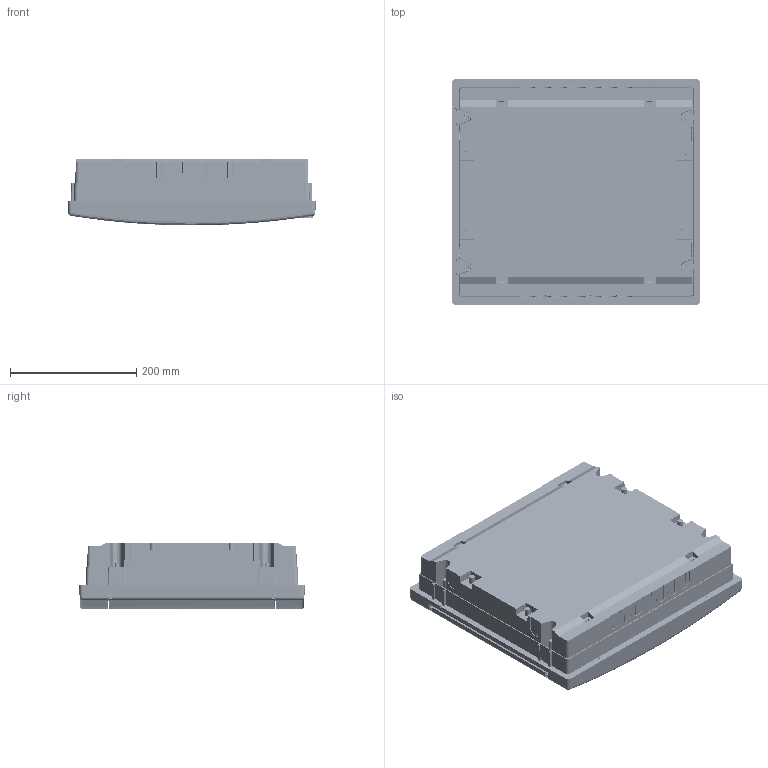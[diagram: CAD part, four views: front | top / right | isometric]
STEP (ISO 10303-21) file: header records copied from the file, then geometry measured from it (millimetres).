
FILE_DESCRIPTION((''),'2;1');
FILE_NAME('001101311_3DFILE_ASM','2024-08-12T14:12:03',('klemen.sitar'),('Audax d.o.o.'),'CREO PARAMETRIC BY PTC INC, 2021304','CREO PARAMETRIC BY PTC INC, 2021304','');
FILE_SCHEMA(('AP242_MANAGED_MODEL_BASED_3D_ENGINEERING_MIM_LF { 1 0 10303 442 1 1 4 }'));
Products named in the file (21): FRONT_ECM_2X18; SCREW_M4X8; SCREW_M4X16; ETI_LOGO_1; ETI_LOGO_2; ETI_LOGO_3; ETI_LOGO_ASM; GNIAZDKO_PART_A; AS-C_4X10; AW-R_4; AN-H_4; GNIAZDKO_PART_B; AS-C_4X16; GNIAZDKO_ASM; PM-PER_2X18_RJ; ECM_2X18_PO_MEDIA_ASM; VRATA__N2X18C__1_1; KUCISTE_U2X18C_1; U2X18C_1_ASM_1_ASM; ECM_2X18_PO_ASM; 001101311_3DFILE_ASM
Assembly tree (29 placements, depth 4):
  001101311_3DFILE_ASM
    ECM_2X18_PO_MEDIA_ASM
      FRONT_ECM_2X18
      SCREW_M4X8  x4
      SCREW_M4X16  x4
      ETI_LOGO_ASM
        ETI_LOGO_1
        ETI_LOGO_2
        ETI_LOGO_3
      GNIAZDKO_ASM
        GNIAZDKO_PART_A
        AS-C_4X10  x2
        AW-R_4  x2
        AN-H_4  x2
        GNIAZDKO_PART_B
        AS-C_4X16
      PM-PER_2X18_RJ
    ECM_2X18_PO_ASM
      U2X18C_1_ASM_1_ASM
        VRATA__N2X18C__1_1
        KUCISTE_U2X18C_1
Bounding box: 392.64 x 356.96 x 105.8 mm (x, y, z)
Volume: 1177031.9 mm3; surface area: 1245389.1 mm2
Topology: 24 solids, 24 shells, 4402 faces, 12770 edges, 8457 vertices
Faces by surface type: plane 2148, cylinder 1896, cone 214, torus 94, bspline 32, sphere 16, extrusion 2
Entity records: 211597 total; most frequent: CARTESIAN_POINT 28140, DIRECTION 24269, ORIENTED_EDGE 24204, PRESENTATION_STYLE_ASSIGNMENT 16240, STYLED_ITEM 16240, CURVE_STYLE 12104, EDGE_CURVE 12102, AXIS2_PLACEMENT_3D 8481
